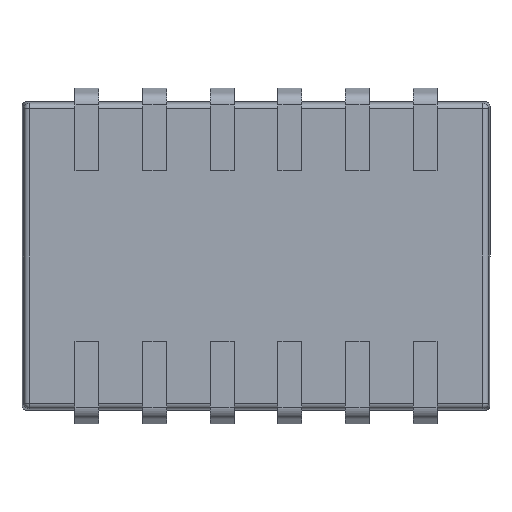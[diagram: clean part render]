
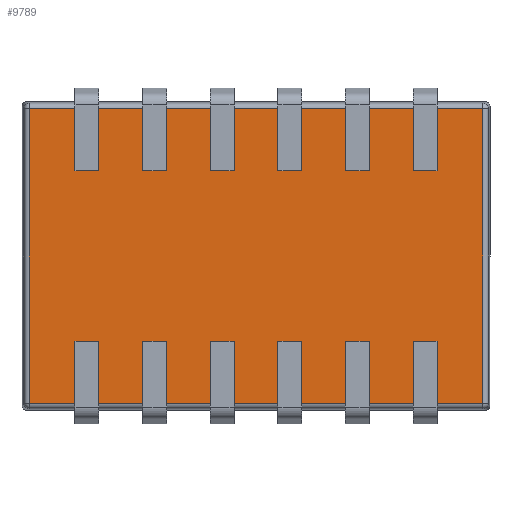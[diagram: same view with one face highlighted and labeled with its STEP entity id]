
A CAD part, front view. The second image highlights one B-rep face of the part: STEP entity #9789.
In plain terms, the highlighted planar face has unit normal (0, -1, 0).
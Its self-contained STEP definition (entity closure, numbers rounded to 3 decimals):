
#453 = CARTESIAN_POINT ( 'NONE',  ( -4.263, 0.2, -2.86 ) ) ;
#505 = CARTESIAN_POINT ( 'NONE',  ( -4.263, 0.2, -2.768 ) ) ;
#1046 = VECTOR ( 'NONE', #22456, 1000. ) ;
#2499 = CARTESIAN_POINT ( 'NONE',  ( -4.355, 0.2, 2.768 ) ) ;
#2695 = VERTEX_POINT ( 'NONE', #505 ) ;
#2936 = LINE ( 'NONE', #19436, #7128 ) ;
#4253 = CARTESIAN_POINT ( 'NONE',  ( 0., 0.2, 0. ) ) ;
#4918 = VECTOR ( 'NONE', #21850, 1000. ) ;
#5627 = CARTESIAN_POINT ( 'NONE',  ( 4.263, 0.2, -2.768 ) ) ;
#7128 = VECTOR ( 'NONE', #19521, 1000. ) ;
#7249 = ORIENTED_EDGE ( 'NONE', *, *, #12584, .T. ) ;
#7395 = VERTEX_POINT ( 'NONE', #5627 ) ;
#7843 = AXIS2_PLACEMENT_3D ( 'NONE', #4253, #20323, #9610 ) ;
#8550 = LINE ( 'NONE', #2499, #21084 ) ;
#8715 = CARTESIAN_POINT ( 'NONE',  ( -4.263, 0.2, 2.768 ) ) ;
#8777 = ORIENTED_EDGE ( 'NONE', *, *, #12734, .T. ) ;
#9610 = DIRECTION ( 'NONE',  ( 0., 0., 1. ) ) ;
#9789 = ADVANCED_FACE ( 'NONE', ( #20192 ), #12836, .F. ) ;
#10510 = VERTEX_POINT ( 'NONE', #12370 ) ;
#11673 = EDGE_CURVE ( 'NONE', #2695, #7395, #14754, .T. ) ;
#11806 = VERTEX_POINT ( 'NONE', #8715 ) ;
#12370 = CARTESIAN_POINT ( 'NONE',  ( 4.263, 0.2, 2.768 ) ) ;
#12444 = EDGE_CURVE ( 'NONE', #11806, #2695, #19157, .T. ) ;
#12584 = EDGE_CURVE ( 'NONE', #10510, #11806, #8550, .T. ) ;
#12734 = EDGE_CURVE ( 'NONE', #7395, #10510, #2936, .T. ) ;
#12836 = PLANE ( 'NONE',  #7843 ) ;
#14754 = LINE ( 'NONE', #18950, #1046 ) ;
#14817 = ORIENTED_EDGE ( 'NONE', *, *, #12444, .T. ) ;
#15073 = EDGE_LOOP ( 'NONE', ( #20012, #8777, #7249, #14817 ) ) ;
#16809 = DIRECTION ( 'NONE',  ( -1., 0., 0. ) ) ;
#18950 = CARTESIAN_POINT ( 'NONE',  ( 4.355, 0.2, -2.768 ) ) ;
#19157 = LINE ( 'NONE', #453, #4918 ) ;
#19436 = CARTESIAN_POINT ( 'NONE',  ( 4.263, 0.2, 2.86 ) ) ;
#19521 = DIRECTION ( 'NONE',  ( 0., 0., 1. ) ) ;
#20012 = ORIENTED_EDGE ( 'NONE', *, *, #11673, .T. ) ;
#20192 = FACE_OUTER_BOUND ( 'NONE', #15073, .T. ) ;
#20323 = DIRECTION ( 'NONE',  ( 0., 1., 0. ) ) ;
#21084 = VECTOR ( 'NONE', #16809, 1000. ) ;
#21850 = DIRECTION ( 'NONE',  ( 0., 0., -1. ) ) ;
#22456 = DIRECTION ( 'NONE',  ( 1., 0., 0. ) ) ;
